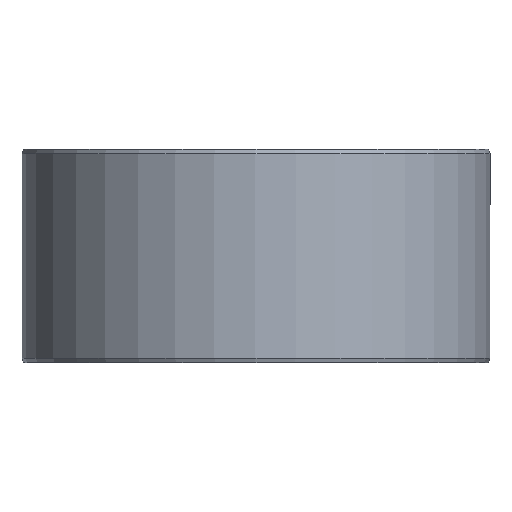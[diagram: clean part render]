
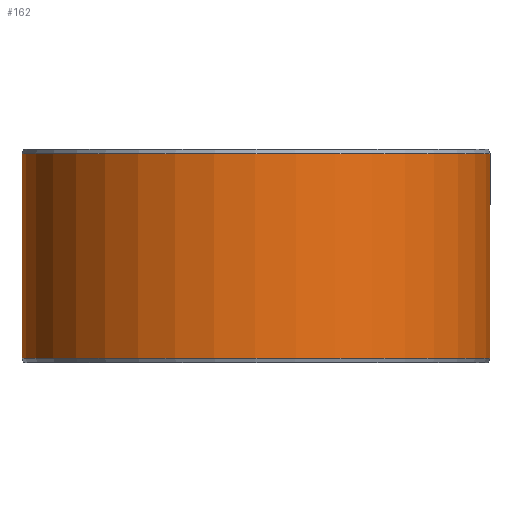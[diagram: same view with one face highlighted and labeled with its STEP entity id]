
A CAD part, front view. The second image highlights one B-rep face of the part: STEP entity #162.
In plain terms, the highlighted cylindrical face has radius 87.5 mm (diameter 175 mm), a partial arc.
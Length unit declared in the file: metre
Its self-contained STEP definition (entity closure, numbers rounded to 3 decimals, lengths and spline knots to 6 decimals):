
#162=ADVANCED_FACE('',(#185,#186),#187,.T.);
#185=FACE_OUTER_BOUND('',#211,.T.);
#186=FACE_BOUND('',#212,.T.);
#187=CYLINDRICAL_SURFACE('',#213,0.0875);
#211=EDGE_LOOP('',(#289,#290,#291,#292));
#212=EDGE_LOOP('',(#293));
#213=AXIS2_PLACEMENT_3D('',#294,#295,#296);
#289=ORIENTED_EDGE('',*,*,#314,.T.);
#290=ORIENTED_EDGE('',*,*,#323,.F.);
#291=ORIENTED_EDGE('',*,*,#309,.F.);
#292=ORIENTED_EDGE('',*,*,#324,.T.);
#293=ORIENTED_EDGE('',*,*,#327,.T.);
#294=CARTESIAN_POINT('',(0.,0.,0.0));
#295=DIRECTION('',(0.,0.0,-1.0));
#296=DIRECTION('',(-1.0,0.0,0.));
#309=EDGE_CURVE('',#341,#342,#343,.T.);
#314=EDGE_CURVE('',#351,#349,#352,.T.);
#323=EDGE_CURVE('',#342,#349,#365,.T.);
#324=EDGE_CURVE('',#341,#351,#366,.T.);
#327=EDGE_CURVE('',#370,#370,#371,.T.);
#341=VERTEX_POINT('',#389);
#342=VERTEX_POINT('',#390);
#343=CIRCLE('',#391,0.0875);
#349=VERTEX_POINT('',#399);
#351=VERTEX_POINT('',#402);
#352=CIRCLE('',#403,0.0875);
#365=LINE('',#422,#423);
#366=LINE('',#424,#425);
#370=VERTEX_POINT('',#501);
#371=B_SPLINE_CURVE_WITH_KNOTS('',3,(#502,#503,#504,#505,#506,#507,#508,#509,#510,#511,#512,#513,#514,#515,#516,#517,#518,#519,#520,#521,#522,#523,#524,#525,#526,#527,#528,#529,#530,#531,#532,#533,#534,#535,#536,#537,#538,#539,#540,#541,#542,#543,#544,#545,#546,#547,#548,#549,#550,#551,#552,#553,#554,#555,#556,#557,#558,#559,#560,#561,#562,#563,#564,#565,#566,#567,#568,#569,#570,#571,#572,#573),.UNSPECIFIED.,.T.,.F.,(2,2,2,2,2,2,2,2,2,2,2,2,2,2,2,2,2,2,2,2,2,2,2,2,2,2,2,2,2,2,2,2,2,2,2,2,2,2),(-0.000977,0.0,0.000977,0.001466,0.001954,0.002931,0.003908,0.004886,0.005863,0.00684,0.007817,0.008794,0.009771,0.010748,0.011725,0.012702,0.013191,0.013679,0.014657,0.015634,0.016611,0.017588,0.018565,0.019542,0.020519,0.021496,0.022473,0.023451,0.024428,0.024916,0.025405,0.026382,0.027359,0.028336,0.029313,0.03029,0.031267,0.032244),.UNSPECIFIED.);
#389=CARTESIAN_POINT('',(0.001527,0.087487,0.0018));
#390=CARTESIAN_POINT('',(0.,0.0875,0.0018));
#391=AXIS2_PLACEMENT_3D('',#587,#588,#589);
#399=CARTESIAN_POINT('',(0.,0.0875,0.0782));
#402=CARTESIAN_POINT('',(0.001527,0.087487,0.0782));
#403=AXIS2_PLACEMENT_3D('',#596,#597,#598);
#422=CARTESIAN_POINT('',(0.,0.0875,0.0018));
#423=VECTOR('',#611,1.0);
#424=CARTESIAN_POINT('',(0.001527,0.087487,0.0018));
#425=VECTOR('',#612,1.0);
#501=CARTESIAN_POINT('',(0.072304,-0.049278,0.04));
#502=CARTESIAN_POINT('',(0.072304,-0.049278,0.03967));
#503=CARTESIAN_POINT('',(0.072304,-0.049278,0.04033));
#504=CARTESIAN_POINT('',(0.072323,-0.049251,0.040655));
#505=CARTESIAN_POINT('',(0.072376,-0.049172,0.041135));
#506=CARTESIAN_POINT('',(0.072399,-0.049139,0.041293));
#507=CARTESIAN_POINT('',(0.072452,-0.049061,0.041607));
#508=CARTESIAN_POINT('',(0.072484,-0.049014,0.041763));
#509=CARTESIAN_POINT('',(0.072589,-0.048858,0.042217));
#510=CARTESIAN_POINT('',(0.072675,-0.04873,0.042505));
#511=CARTESIAN_POINT('',(0.072877,-0.048428,0.043048));
#512=CARTESIAN_POINT('',(0.072993,-0.048252,0.043305));
#513=CARTESIAN_POINT('',(0.073247,-0.047866,0.043766));
#514=CARTESIAN_POINT('',(0.073384,-0.047655,0.043973));
#515=CARTESIAN_POINT('',(0.073681,-0.047196,0.044339));
#516=CARTESIAN_POINT('',(0.073837,-0.046951,0.044494));
#517=CARTESIAN_POINT('',(0.074159,-0.046442,0.044744));
#518=CARTESIAN_POINT('',(0.074325,-0.046174,0.04484));
#519=CARTESIAN_POINT('',(0.074664,-0.045625,0.044968));
#520=CARTESIAN_POINT('',(0.074833,-0.045348,0.045));
#521=CARTESIAN_POINT('',(0.075169,-0.044789,0.045));
#522=CARTESIAN_POINT('',(0.075338,-0.044504,0.044968));
#523=CARTESIAN_POINT('',(0.075662,-0.04395,0.04484));
#524=CARTESIAN_POINT('',(0.075818,-0.04368,0.044746));
#525=CARTESIAN_POINT('',(0.076118,-0.043155,0.044495));
#526=CARTESIAN_POINT('',(0.076262,-0.0429,0.044339));
#527=CARTESIAN_POINT('',(0.076527,-0.042426,0.043977));
#528=CARTESIAN_POINT('',(0.076649,-0.042205,0.043771));
#529=CARTESIAN_POINT('',(0.076873,-0.041795,0.043304));
#530=CARTESIAN_POINT('',(0.076972,-0.041613,0.043051));
#531=CARTESIAN_POINT('',(0.077101,-0.041373,0.042645));
#532=CARTESIAN_POINT('',(0.07714,-0.041299,0.042505));
#533=CARTESIAN_POINT('',(0.077214,-0.041162,0.042216));
#534=CARTESIAN_POINT('',(0.077247,-0.041099,0.042066));
#535=CARTESIAN_POINT('',(0.077335,-0.040933,0.041612));
#536=CARTESIAN_POINT('',(0.07738,-0.040849,0.0413));
#537=CARTESIAN_POINT('',(0.077439,-0.040736,0.04066));
#538=CARTESIAN_POINT('',(0.077455,-0.040706,0.040328));
#539=CARTESIAN_POINT('',(0.077455,-0.040706,0.039675));
#540=CARTESIAN_POINT('',(0.07744,-0.040734,0.039351));
#541=CARTESIAN_POINT('',(0.077381,-0.040847,0.038706));
#542=CARTESIAN_POINT('',(0.077336,-0.040932,0.03839));
#543=CARTESIAN_POINT('',(0.077219,-0.041152,0.037788));
#544=CARTESIAN_POINT('',(0.077146,-0.041289,0.037498));
#545=CARTESIAN_POINT('',(0.076973,-0.041611,0.036951));
#546=CARTESIAN_POINT('',(0.076874,-0.041793,0.036699));
#547=CARTESIAN_POINT('',(0.076653,-0.042198,0.036237));
#548=CARTESIAN_POINT('',(0.076529,-0.042423,0.036026));
#549=CARTESIAN_POINT('',(0.076264,-0.042898,0.035662));
#550=CARTESIAN_POINT('',(0.076122,-0.043148,0.035509));
#551=CARTESIAN_POINT('',(0.075822,-0.043673,0.035257));
#552=CARTESIAN_POINT('',(0.075663,-0.043948,0.035161));
#553=CARTESIAN_POINT('',(0.07534,-0.0445,0.035033));
#554=CARTESIAN_POINT('',(0.075175,-0.044779,0.035));
#555=CARTESIAN_POINT('',(0.074835,-0.045344,0.035));
#556=CARTESIAN_POINT('',(0.074665,-0.045623,0.035032));
#557=CARTESIAN_POINT('',(0.074414,-0.046031,0.035127));
#558=CARTESIAN_POINT('',(0.07433,-0.046166,0.035166));
#559=CARTESIAN_POINT('',(0.074164,-0.046432,0.035261));
#560=CARTESIAN_POINT('',(0.074081,-0.046564,0.035317));
#561=CARTESIAN_POINT('',(0.073839,-0.046949,0.035505));
#562=CARTESIAN_POINT('',(0.073684,-0.047191,0.035658));
#563=CARTESIAN_POINT('',(0.073389,-0.047648,0.03602));
#564=CARTESIAN_POINT('',(0.073248,-0.047864,0.036231));
#565=CARTESIAN_POINT('',(0.072995,-0.04825,0.036692));
#566=CARTESIAN_POINT('',(0.07288,-0.048423,0.036944));
#567=CARTESIAN_POINT('',(0.072677,-0.048727,0.037489));
#568=CARTESIAN_POINT('',(0.07259,-0.048857,0.037781));
#569=CARTESIAN_POINT('',(0.07245,-0.049064,0.038382));
#570=CARTESIAN_POINT('',(0.072396,-0.049144,0.038696));
#571=CARTESIAN_POINT('',(0.072323,-0.049251,0.039343));
#572=CARTESIAN_POINT('',(0.072304,-0.049278,0.03967));
#573=CARTESIAN_POINT('',(0.072304,-0.049278,0.04033));
#587=CARTESIAN_POINT('',(0.,0.,0.0018));
#588=DIRECTION('',(0.,0.0,-1.0));
#589=DIRECTION('',(-1.0,0.0,0.));
#596=CARTESIAN_POINT('',(0.,0.,0.0782));
#597=DIRECTION('',(0.,0.0,-1.0));
#598=DIRECTION('',(-1.0,0.0,0.));
#611=DIRECTION('',(0.,0.0,1.0));
#612=DIRECTION('',(0.,0.,1.0));
